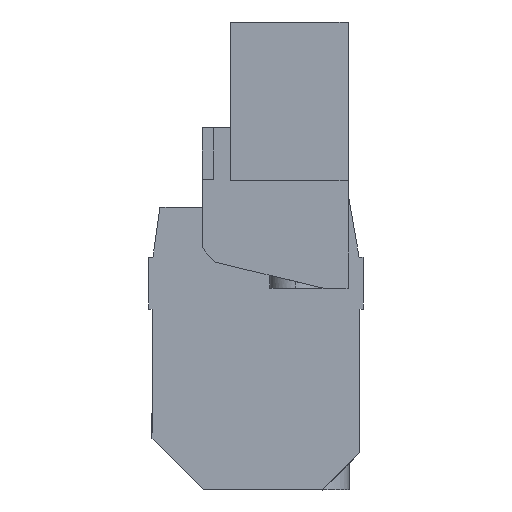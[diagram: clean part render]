
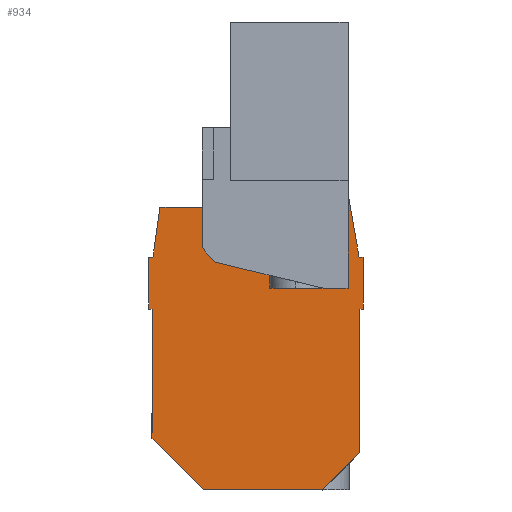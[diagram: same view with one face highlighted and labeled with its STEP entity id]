
A CAD part, left-side view. The second image highlights one B-rep face of the part: STEP entity #934.
In plain terms, the highlighted planar face has unit normal (-1, 0, 0).
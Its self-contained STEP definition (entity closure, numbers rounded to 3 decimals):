
#820=AXIS2_PLACEMENT_3D('Plane Axis2P3D',#817,#818,#819) ;
#197=CARTESIAN_POINT('Line Origine',(7.17,0.3,10.489)) ;
#201=CARTESIAN_POINT('Vertex',(7.17,0.3,3.586)) ;
#203=CARTESIAN_POINT('Vertex',(7.17,0.3,17.393)) ;
#516=CARTESIAN_POINT('Vertex',(7.17,3.886,0.)) ;
#519=CARTESIAN_POINT('Line Origine',(7.17,9.625,0.)) ;
#523=CARTESIAN_POINT('Vertex',(7.17,15.364,0.)) ;
#817=CARTESIAN_POINT('Axis2P3D Location',(7.17,15.35,0.693)) ;
#822=CARTESIAN_POINT('Line Origine',(7.17,12.75,28.2)) ;
#826=CARTESIAN_POINT('Vertex',(7.17,12.75,29.2)) ;
#828=CARTESIAN_POINT('Vertex',(7.17,12.75,27.2)) ;
#831=CARTESIAN_POINT('Line Origine',(7.17,16.142,27.2)) ;
#835=CARTESIAN_POINT('Vertex',(7.17,19.535,27.2)) ;
#838=CARTESIAN_POINT('Line Origine',(7.17,19.872,24.797)) ;
#842=CARTESIAN_POINT('Vertex',(7.17,20.21,22.393)) ;
#845=CARTESIAN_POINT('Line Origine',(7.17,20.405,22.393)) ;
#849=CARTESIAN_POINT('Vertex',(7.17,20.6,22.393)) ;
#852=CARTESIAN_POINT('Line Origine',(7.17,20.6,19.893)) ;
#856=CARTESIAN_POINT('Vertex',(7.17,20.6,17.393)) ;
#859=CARTESIAN_POINT('Line Origine',(7.17,20.45,17.393)) ;
#863=CARTESIAN_POINT('Vertex',(7.17,20.3,17.393)) ;
#866=CARTESIAN_POINT('Line Origine',(7.17,20.3,11.164)) ;
#870=CARTESIAN_POINT('Vertex',(7.17,20.3,4.936)) ;
#873=CARTESIAN_POINT('Line Origine',(7.17,17.832,2.468)) ;
#878=CARTESIAN_POINT('Line Origine',(7.17,2.093,1.793)) ;
#883=CARTESIAN_POINT('Line Origine',(7.17,0.15,17.393)) ;
#887=CARTESIAN_POINT('Vertex',(7.17,0.,17.393)) ;
#890=CARTESIAN_POINT('Line Origine',(7.17,0.,19.893)) ;
#894=CARTESIAN_POINT('Vertex',(7.17,0.,22.393)) ;
#897=CARTESIAN_POINT('Line Origine',(7.17,0.19,22.393)) ;
#901=CARTESIAN_POINT('Vertex',(7.17,0.38,22.393)) ;
#904=CARTESIAN_POINT('Line Origine',(7.17,0.98,25.797)) ;
#908=CARTESIAN_POINT('Vertex',(7.17,1.58,29.2)) ;
#911=CARTESIAN_POINT('Line Origine',(7.17,7.165,29.2)) ;
#198=DIRECTION('Vector Direction',(0.,0.,1.)) ;
#520=DIRECTION('Vector Direction',(0.,1.,0.)) ;
#818=DIRECTION('Axis2P3D Direction',(-1.,0.,0.)) ;
#819=DIRECTION('Axis2P3D XDirection',(0.,-1.,0.)) ;
#823=DIRECTION('Vector Direction',(0.,0.,-1.)) ;
#832=DIRECTION('Vector Direction',(0.,-1.,0.)) ;
#839=DIRECTION('Vector Direction',(0.,-0.139,0.99)) ;
#846=DIRECTION('Vector Direction',(0.,-1.,0.)) ;
#853=DIRECTION('Vector Direction',(0.,0.,1.)) ;
#860=DIRECTION('Vector Direction',(0.,1.,0.)) ;
#867=DIRECTION('Vector Direction',(0.,0.,1.)) ;
#874=DIRECTION('Vector Direction',(0.,0.707,0.707)) ;
#879=DIRECTION('Vector Direction',(0.,0.707,-0.707)) ;
#884=DIRECTION('Vector Direction',(0.,1.,0.)) ;
#891=DIRECTION('Vector Direction',(0.,0.,-1.)) ;
#898=DIRECTION('Vector Direction',(0.,-1.,0.)) ;
#905=DIRECTION('Vector Direction',(0.,0.174,0.985)) ;
#912=DIRECTION('Vector Direction',(0.,1.,0.)) ;
#199=VECTOR('Line Direction',#198,1.) ;
#521=VECTOR('Line Direction',#520,1.) ;
#824=VECTOR('Line Direction',#823,1.) ;
#833=VECTOR('Line Direction',#832,1.) ;
#840=VECTOR('Line Direction',#839,1.) ;
#847=VECTOR('Line Direction',#846,1.) ;
#854=VECTOR('Line Direction',#853,1.) ;
#861=VECTOR('Line Direction',#860,1.) ;
#868=VECTOR('Line Direction',#867,1.) ;
#875=VECTOR('Line Direction',#874,1.) ;
#880=VECTOR('Line Direction',#879,1.) ;
#885=VECTOR('Line Direction',#884,1.) ;
#892=VECTOR('Line Direction',#891,1.) ;
#899=VECTOR('Line Direction',#898,1.) ;
#906=VECTOR('Line Direction',#905,1.) ;
#913=VECTOR('Line Direction',#912,1.) ;
#917=ORIENTED_EDGE('',*,*,#830,.T.) ;
#918=ORIENTED_EDGE('',*,*,#837,.F.) ;
#919=ORIENTED_EDGE('',*,*,#844,.F.) ;
#920=ORIENTED_EDGE('',*,*,#851,.F.) ;
#921=ORIENTED_EDGE('',*,*,#858,.F.) ;
#922=ORIENTED_EDGE('',*,*,#865,.F.) ;
#923=ORIENTED_EDGE('',*,*,#872,.F.) ;
#924=ORIENTED_EDGE('',*,*,#877,.F.) ;
#925=ORIENTED_EDGE('',*,*,#525,.F.) ;
#926=ORIENTED_EDGE('',*,*,#882,.F.) ;
#927=ORIENTED_EDGE('',*,*,#205,.T.) ;
#928=ORIENTED_EDGE('',*,*,#889,.F.) ;
#929=ORIENTED_EDGE('',*,*,#896,.F.) ;
#930=ORIENTED_EDGE('',*,*,#903,.F.) ;
#931=ORIENTED_EDGE('',*,*,#910,.T.) ;
#932=ORIENTED_EDGE('',*,*,#915,.T.) ;
#934=ADVANCED_FACE('HOUSING',(#933),#821,.T.) ;
#205=EDGE_CURVE('',#202,#204,#200,.T.) ;
#525=EDGE_CURVE('',#517,#524,#522,.T.) ;
#830=EDGE_CURVE('',#827,#829,#825,.T.) ;
#837=EDGE_CURVE('',#836,#829,#834,.T.) ;
#844=EDGE_CURVE('',#843,#836,#841,.T.) ;
#851=EDGE_CURVE('',#850,#843,#848,.T.) ;
#858=EDGE_CURVE('',#857,#850,#855,.T.) ;
#865=EDGE_CURVE('',#864,#857,#862,.T.) ;
#872=EDGE_CURVE('',#871,#864,#869,.T.) ;
#877=EDGE_CURVE('',#524,#871,#876,.T.) ;
#882=EDGE_CURVE('',#202,#517,#881,.T.) ;
#889=EDGE_CURVE('',#888,#204,#886,.T.) ;
#896=EDGE_CURVE('',#895,#888,#893,.T.) ;
#903=EDGE_CURVE('',#902,#895,#900,.T.) ;
#910=EDGE_CURVE('',#902,#909,#907,.T.) ;
#915=EDGE_CURVE('',#909,#827,#914,.T.) ;
#916=EDGE_LOOP('',(#917,#918,#919,#920,#921,#922,#923,#924,#925,#926,#927,#928,#929,#930,#931,#932)) ;
#933=FACE_OUTER_BOUND('',#916,.T.) ;
#200=LINE('Line',#197,#199) ;
#522=LINE('Line',#519,#521) ;
#825=LINE('Line',#822,#824) ;
#834=LINE('Line',#831,#833) ;
#841=LINE('Line',#838,#840) ;
#848=LINE('Line',#845,#847) ;
#855=LINE('Line',#852,#854) ;
#862=LINE('Line',#859,#861) ;
#869=LINE('Line',#866,#868) ;
#876=LINE('Line',#873,#875) ;
#881=LINE('Line',#878,#880) ;
#886=LINE('Line',#883,#885) ;
#893=LINE('Line',#890,#892) ;
#900=LINE('Line',#897,#899) ;
#907=LINE('Line',#904,#906) ;
#914=LINE('Line',#911,#913) ;
#821=PLANE('',#820) ;
#202=VERTEX_POINT('',#201) ;
#204=VERTEX_POINT('',#203) ;
#517=VERTEX_POINT('',#516) ;
#524=VERTEX_POINT('',#523) ;
#827=VERTEX_POINT('',#826) ;
#829=VERTEX_POINT('',#828) ;
#836=VERTEX_POINT('',#835) ;
#843=VERTEX_POINT('',#842) ;
#850=VERTEX_POINT('',#849) ;
#857=VERTEX_POINT('',#856) ;
#864=VERTEX_POINT('',#863) ;
#871=VERTEX_POINT('',#870) ;
#888=VERTEX_POINT('',#887) ;
#895=VERTEX_POINT('',#894) ;
#902=VERTEX_POINT('',#901) ;
#909=VERTEX_POINT('',#908) ;
